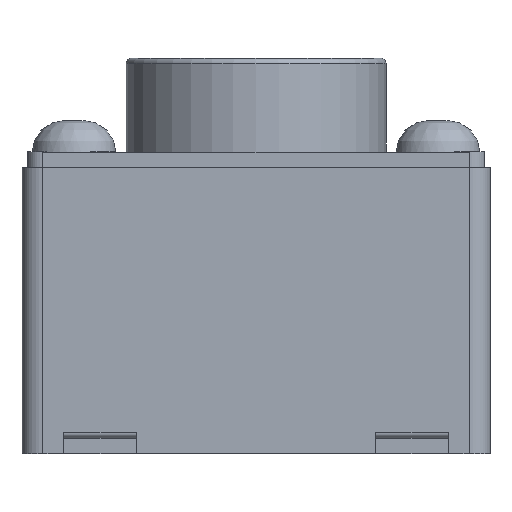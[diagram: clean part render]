
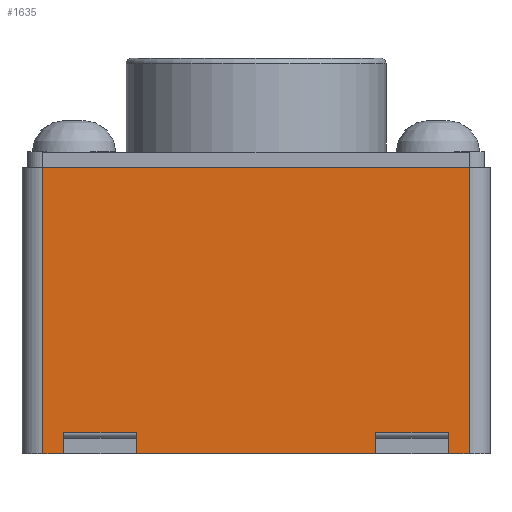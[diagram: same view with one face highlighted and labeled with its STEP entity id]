
A CAD part, left-side view. The second image highlights one B-rep face of the part: STEP entity #1635.
In plain terms, the highlighted planar face has unit normal (-1, 0, 0).
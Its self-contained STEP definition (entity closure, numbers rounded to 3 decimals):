
#155=PLANE('',#1805);
#239=FACE_OUTER_BOUND('',#338,.T.);
#338=EDGE_LOOP('',(#1435,#1436,#1437,#1438,#1439,#1440,#1441,#1442,#1443,
#1444,#1445,#1446));
#431=LINE('',#2658,#582);
#458=LINE('',#2719,#609);
#463=LINE('',#2732,#614);
#464=LINE('',#2734,#615);
#466=LINE('',#2741,#617);
#479=LINE('',#2779,#630);
#480=LINE('',#2786,#631);
#481=LINE('',#2788,#632);
#483=LINE('',#2925,#634);
#484=LINE('',#2926,#635);
#485=LINE('',#2928,#636);
#486=LINE('',#2929,#637);
#582=VECTOR('',#2092,10.);
#609=VECTOR('',#2139,10.);
#614=VECTOR('',#2152,10.);
#615=VECTOR('',#2155,10.);
#617=VECTOR('',#2163,10.);
#630=VECTOR('',#2198,10.);
#631=VECTOR('',#2207,10.);
#632=VECTOR('',#2210,10.);
#634=VECTOR('',#2214,10.);
#635=VECTOR('',#2215,10.);
#636=VECTOR('',#2216,10.);
#637=VECTOR('',#2217,10.);
#820=VERTEX_POINT('',#2655);
#821=VERTEX_POINT('',#2657);
#844=VERTEX_POINT('',#2716);
#845=VERTEX_POINT('',#2718);
#848=VERTEX_POINT('',#2728);
#849=VERTEX_POINT('',#2730);
#851=VERTEX_POINT('',#2739);
#864=VERTEX_POINT('',#2776);
#865=VERTEX_POINT('',#2778);
#866=VERTEX_POINT('',#2782);
#867=VERTEX_POINT('',#2784);
#869=VERTEX_POINT('',#2927);
#1008=EDGE_CURVE('',#820,#821,#431,.T.);
#1037=EDGE_CURVE('',#844,#845,#458,.T.);
#1044=EDGE_CURVE('',#849,#848,#463,.T.);
#1045=EDGE_CURVE('',#845,#849,#464,.T.);
#1048=EDGE_CURVE('',#851,#820,#466,.T.);
#1066=EDGE_CURVE('',#864,#865,#479,.T.);
#1070=EDGE_CURVE('',#867,#866,#480,.T.);
#1071=EDGE_CURVE('',#865,#867,#481,.T.);
#1074=EDGE_CURVE('',#844,#866,#483,.T.);
#1075=EDGE_CURVE('',#864,#821,#484,.T.);
#1076=EDGE_CURVE('',#851,#869,#485,.T.);
#1077=EDGE_CURVE('',#869,#848,#486,.T.);
#1435=ORIENTED_EDGE('',*,*,#1045,.F.);
#1436=ORIENTED_EDGE('',*,*,#1037,.F.);
#1437=ORIENTED_EDGE('',*,*,#1074,.T.);
#1438=ORIENTED_EDGE('',*,*,#1070,.F.);
#1439=ORIENTED_EDGE('',*,*,#1071,.F.);
#1440=ORIENTED_EDGE('',*,*,#1066,.F.);
#1441=ORIENTED_EDGE('',*,*,#1075,.T.);
#1442=ORIENTED_EDGE('',*,*,#1008,.F.);
#1443=ORIENTED_EDGE('',*,*,#1048,.F.);
#1444=ORIENTED_EDGE('',*,*,#1076,.T.);
#1445=ORIENTED_EDGE('',*,*,#1077,.T.);
#1446=ORIENTED_EDGE('',*,*,#1044,.F.);
#1635=ADVANCED_FACE('',(#239),#155,.T.);
#1805=AXIS2_PLACEMENT_3D('',#2924,#2212,#2213);
#2092=DIRECTION('',(0.,0.,-1.));
#2139=DIRECTION('',(0.,0.,1.));
#2152=DIRECTION('',(0.,0.,-1.));
#2155=DIRECTION('',(0.,1.,0.));
#2163=DIRECTION('',(0.,1.,0.));
#2198=DIRECTION('',(0.,0.,1.));
#2207=DIRECTION('',(0.,0.,-1.));
#2210=DIRECTION('',(0.,-1.,0.));
#2212=DIRECTION('center_axis',(-1.,0.,0.));
#2213=DIRECTION('ref_axis',(0.,1.,0.));
#2214=DIRECTION('',(0.,-1.,0.));
#2215=DIRECTION('',(0.,-1.,0.));
#2216=DIRECTION('',(0.,0.,-1.));
#2217=DIRECTION('',(0.,-1.,0.));
#2655=CARTESIAN_POINT('',(-2.25,1.85,0.2));
#2657=CARTESIAN_POINT('',(-2.25,1.85,0.));
#2658=CARTESIAN_POINT('',(-2.25,1.85,0.2));
#2716=CARTESIAN_POINT('',(-2.25,-1.85,0.));
#2718=CARTESIAN_POINT('',(-2.25,-1.85,0.2));
#2719=CARTESIAN_POINT('',(-2.25,-1.85,0.));
#2728=CARTESIAN_POINT('',(-2.25,-1.15,0.));
#2730=CARTESIAN_POINT('',(-2.25,-1.15,0.2));
#2732=CARTESIAN_POINT('',(-2.25,-1.15,0.2));
#2734=CARTESIAN_POINT('',(-2.25,-1.85,0.2));
#2739=CARTESIAN_POINT('',(-2.25,1.15,0.2));
#2741=CARTESIAN_POINT('',(-2.25,1.15,0.2));
#2776=CARTESIAN_POINT('',(-2.25,2.05,0.));
#2778=CARTESIAN_POINT('',(-2.25,2.05,2.75));
#2779=CARTESIAN_POINT('',(-2.25,2.05,0.));
#2782=CARTESIAN_POINT('',(-2.25,-2.05,0.));
#2784=CARTESIAN_POINT('',(-2.25,-2.05,2.75));
#2786=CARTESIAN_POINT('',(-2.25,-2.05,2.75));
#2788=CARTESIAN_POINT('',(-2.25,2.05,2.75));
#2924=CARTESIAN_POINT('Origin',(-2.25,-2.472,-0.287));
#2925=CARTESIAN_POINT('',(-2.25,-1.85,0.));
#2926=CARTESIAN_POINT('',(-2.25,2.05,0.));
#2927=CARTESIAN_POINT('',(-2.25,1.15,0.));
#2928=CARTESIAN_POINT('',(-2.25,1.15,0.2));
#2929=CARTESIAN_POINT('',(-2.25,1.15,0.));
